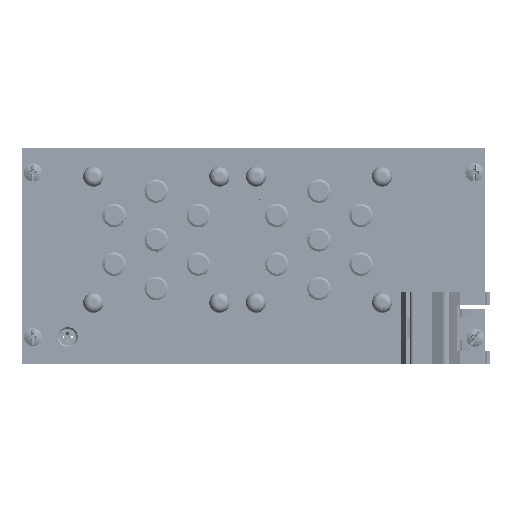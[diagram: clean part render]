
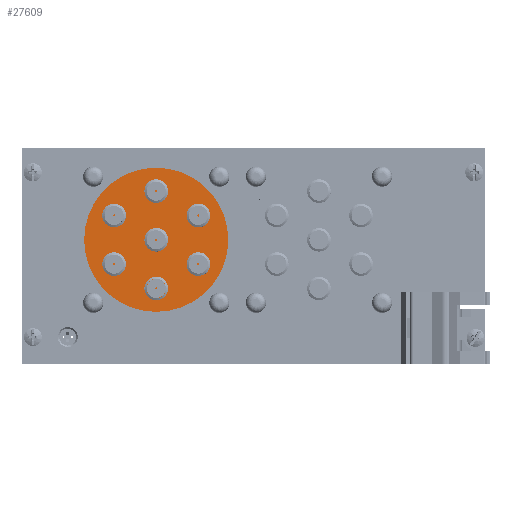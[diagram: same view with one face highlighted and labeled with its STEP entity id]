
A CAD part, left-side view. The second image highlights one B-rep face of the part: STEP entity #27609.
In plain terms, the highlighted planar face has unit normal (-1, 0, 0).
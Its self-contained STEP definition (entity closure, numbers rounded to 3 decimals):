
#17939 = EDGE_LOOP ( 'NONE', ( #98553 ) ) ;
#22161 = CIRCLE ( 'NONE', #157538, 20. ) ;
#27609 = ADVANCED_FACE ( 'NONE', ( #208802 ), #34380, .T. ) ;
#34380 = PLANE ( 'NONE',  #254083 ) ;
#34423 = CARTESIAN_POINT ( 'NONE',  ( -104.398, 38.432, 27.365 ) ) ;
#34425 = DIRECTION ( 'NONE',  ( -1., 0., 0. ) ) ;
#34428 = DIRECTION ( 'NONE',  ( 0., -1., 0. ) ) ;
#72504 = EDGE_CURVE ( 'NONE', #144183, #144183, #22161, .T. ) ;
#96723 = CARTESIAN_POINT ( 'NONE',  ( -104.398, 18.432, 27.366 ) ) ;
#98553 = ORIENTED_EDGE ( 'NONE', *, *, #72504, .T. ) ;
#120413 = CARTESIAN_POINT ( 'NONE',  ( -104.398, 38.432, 27.365 ) ) ;
#120418 = DIRECTION ( 'NONE',  ( -1., 0., 0. ) ) ;
#120422 = DIRECTION ( 'NONE',  ( 0., -1., 0. ) ) ;
#144183 = VERTEX_POINT ( 'NONE', #96723 ) ;
#157538 = AXIS2_PLACEMENT_3D ( 'NONE', #120413, #120418, #120422 ) ;
#208802 = FACE_OUTER_BOUND ( 'NONE', #17939, .T. ) ;
#254083 = AXIS2_PLACEMENT_3D ( 'NONE', #34423, #34425, #34428 ) ;
